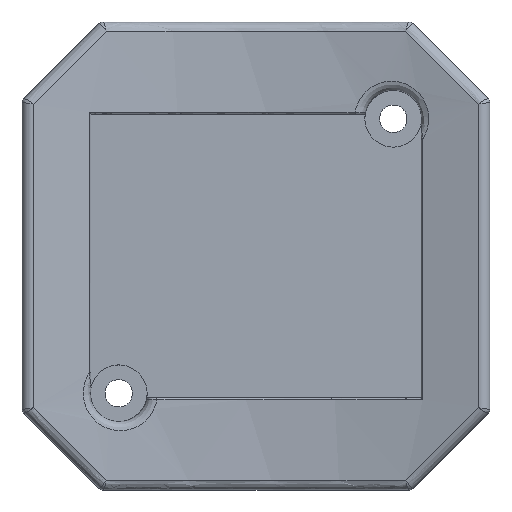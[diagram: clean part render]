
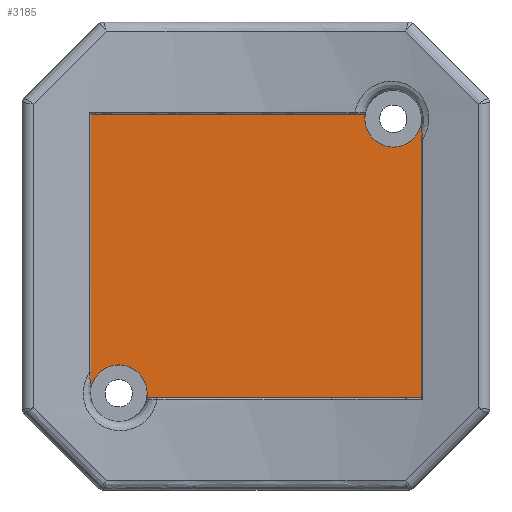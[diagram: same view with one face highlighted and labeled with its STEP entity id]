
A CAD part, top view. The second image highlights one B-rep face of the part: STEP entity #3185.
In plain terms, the highlighted planar face has unit normal (0, 0, 1).
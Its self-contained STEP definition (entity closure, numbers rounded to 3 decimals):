
#35 = CARTESIAN_POINT ( 'NONE',  ( -8.348, 0., 3.5 ) ) ;
#40 = EDGE_CURVE ( 'NONE', #2201, #413, #3229, .T. ) ;
#82 = CIRCLE ( 'NONE', #2491, 3.1 ) ;
#90 = EDGE_CURVE ( 'NONE', #826, #3186, #1685, .T. ) ;
#134 = CARTESIAN_POINT ( 'NONE',  ( 42.792, 41.258, 3.5 ) ) ;
#139 = EDGE_CURVE ( 'NONE', #3327, #343, #1946, .T. ) ;
#157 = CARTESIAN_POINT ( 'NONE',  ( 29.192, 41.416, 3.5 ) ) ;
#178 = AXIS2_PLACEMENT_3D ( 'NONE', #1380, #3003, #1082 ) ;
#186 = DIRECTION ( 'NONE',  ( 0., 0., -1. ) ) ;
#209 = CARTESIAN_POINT ( 'NONE',  ( 42.792, 0., 3.5 ) ) ;
#221 = CARTESIAN_POINT ( 'NONE',  ( 29.122, 40.758, 3.5 ) ) ;
#228 = DIRECTION ( 'NONE',  ( 0., -1., 0. ) ) ;
#232 = CARTESIAN_POINT ( 'NONE',  ( -8.348, 41.258, 3.5 ) ) ;
#343 = VERTEX_POINT ( 'NONE', #809 ) ;
#368 = CIRCLE ( 'NONE', #2704, 3.1 ) ;
#413 = VERTEX_POINT ( 'NONE', #881 ) ;
#419 = CIRCLE ( 'NONE', #1721, 3.1 ) ;
#463 = CIRCLE ( 'NONE', #1343, 0.2 ) ;
#483 = EDGE_LOOP ( 'NONE', ( #2183, #3240, #2214, #861, #1095, #3400, #1354, #2843, #604, #3243, #2670, #872, #1278, #566 ) ) ;
#504 = CARTESIAN_POINT ( 'NONE',  ( 42.792, 10.258, 3.5 ) ) ;
#507 = VERTEX_POINT ( 'NONE', #2662 ) ;
#566 = ORIENTED_EDGE ( 'NONE', *, *, #1720, .F. ) ;
#573 = DIRECTION ( 'NONE',  ( -1., 0., 0. ) ) ;
#604 = ORIENTED_EDGE ( 'NONE', *, *, #914, .T. ) ;
#667 = VECTOR ( 'NONE', #1996, 1000. ) ;
#696 = EDGE_CURVE ( 'NONE', #413, #918, #1595, .T. ) ;
#731 = DIRECTION ( 'NONE',  ( 0., 0., -1. ) ) ;
#756 = DIRECTION ( 'NONE',  ( -1., 0., 0. ) ) ;
#799 = CARTESIAN_POINT ( 'NONE',  ( 32.222, 40.758, 3.5 ) ) ;
#809 = CARTESIAN_POINT ( 'NONE',  ( 5.322, 10.758, 3.5 ) ) ;
#826 = VERTEX_POINT ( 'NONE', #504 ) ;
#828 = DIRECTION ( 'NONE',  ( -1., 0., 0. ) ) ;
#838 = CARTESIAN_POINT ( 'NONE',  ( -0.878, 10.758, 3.5 ) ) ;
#839 = VERTEX_POINT ( 'NONE', #3079 ) ;
#861 = ORIENTED_EDGE ( 'NONE', *, *, #3030, .T. ) ;
#866 = CARTESIAN_POINT ( 'NONE',  ( 32.222, 40.758, 3.5 ) ) ;
#872 = ORIENTED_EDGE ( 'NONE', *, *, #696, .T. ) ;
#881 = CARTESIAN_POINT ( 'NONE',  ( 28.997, 41.258, 3.5 ) ) ;
#914 = EDGE_CURVE ( 'NONE', #2312, #3556, #419, .T. ) ;
#918 = VERTEX_POINT ( 'NONE', #232 ) ;
#937 = AXIS2_PLACEMENT_3D ( 'NONE', #3165, #2946, #1001 ) ;
#1001 = DIRECTION ( 'NONE',  ( -1., 0., 0. ) ) ;
#1072 = CARTESIAN_POINT ( 'NONE',  ( 5.446, 10.258, 3.5 ) ) ;
#1082 = DIRECTION ( 'NONE',  ( -1., 0., 0. ) ) ;
#1095 = ORIENTED_EDGE ( 'NONE', *, *, #90, .F. ) ;
#1101 = DIRECTION ( 'NONE',  ( 0., 0., -1. ) ) ;
#1161 = DIRECTION ( 'NONE',  ( 0., -1., 0. ) ) ;
#1180 = VERTEX_POINT ( 'NONE', #2121 ) ;
#1206 = DIRECTION ( 'NONE',  ( 0., 0., -1. ) ) ;
#1227 = DIRECTION ( 'NONE',  ( 0., 0., -1. ) ) ;
#1233 = VECTOR ( 'NONE', #228, 1000. ) ;
#1261 = CARTESIAN_POINT ( 'NONE',  ( 5.446, 10.058, 3.5 ) ) ;
#1278 = ORIENTED_EDGE ( 'NONE', *, *, #2865, .T. ) ;
#1334 = DIRECTION ( 'NONE',  ( 0., 0., -1. ) ) ;
#1343 = AXIS2_PLACEMENT_3D ( 'NONE', #1261, #2616, #2052 ) ;
#1347 = PLANE ( 'NONE',  #3101 ) ;
#1354 = ORIENTED_EDGE ( 'NONE', *, *, #3549, .T. ) ;
#1380 = CARTESIAN_POINT ( 'NONE',  ( 28.997, 41.458, 3.5 ) ) ;
#1418 = EDGE_CURVE ( 'NONE', #507, #3327, #1781, .T. ) ;
#1456 = CARTESIAN_POINT ( 'NONE',  ( 42.792, 10.258, 3.5 ) ) ;
#1595 = LINE ( 'NONE', #3550, #2997 ) ;
#1685 = LINE ( 'NONE', #1456, #2243 ) ;
#1720 = EDGE_CURVE ( 'NONE', #507, #839, #2888, .T. ) ;
#1721 = AXIS2_PLACEMENT_3D ( 'NONE', #799, #1334, #2239 ) ;
#1727 = EDGE_CURVE ( 'NONE', #3556, #2201, #368, .T. ) ;
#1781 = CIRCLE ( 'NONE', #2651, 3.1 ) ;
#1792 = CARTESIAN_POINT ( 'NONE',  ( 42.792, 10.258, 3.5 ) ) ;
#1912 = DIRECTION ( 'NONE',  ( -1., 0., 0. ) ) ;
#1946 = CIRCLE ( 'NONE', #2698, 3.1 ) ;
#1996 = DIRECTION ( 'NONE',  ( -1., 0., 0. ) ) ;
#2000 = VECTOR ( 'NONE', #3528, 1000. ) ;
#2016 = CARTESIAN_POINT ( 'NONE',  ( 32.222, 40.758, 3.5 ) ) ;
#2052 = DIRECTION ( 'NONE',  ( -1., 0., 0. ) ) ;
#2121 = CARTESIAN_POINT ( 'NONE',  ( 5.251, 10.101, 3.5 ) ) ;
#2183 = ORIENTED_EDGE ( 'NONE', *, *, #1418, .T. ) ;
#2186 = CARTESIAN_POINT ( 'NONE',  ( 42.792, 41.258, 3.5 ) ) ;
#2201 = VERTEX_POINT ( 'NONE', #157 ) ;
#2214 = ORIENTED_EDGE ( 'NONE', *, *, #3036, .T. ) ;
#2228 = CIRCLE ( 'NONE', #937, 3.1 ) ;
#2239 = DIRECTION ( 'NONE',  ( -1., 0., 0. ) ) ;
#2243 = VECTOR ( 'NONE', #573, 1000. ) ;
#2251 = CARTESIAN_POINT ( 'NONE',  ( 2.222, 10.758, 3.5 ) ) ;
#2312 = VERTEX_POINT ( 'NONE', #3276 ) ;
#2348 = EDGE_CURVE ( 'NONE', #2979, #2312, #82, .T. ) ;
#2416 = CARTESIAN_POINT ( 'NONE',  ( 42.792, 0., 3.5 ) ) ;
#2491 = AXIS2_PLACEMENT_3D ( 'NONE', #866, #731, #3032 ) ;
#2552 = LINE ( 'NONE', #35, #2928 ) ;
#2616 = DIRECTION ( 'NONE',  ( 0., 0., -1. ) ) ;
#2651 = AXIS2_PLACEMENT_3D ( 'NONE', #2251, #1206, #3107 ) ;
#2662 = CARTESIAN_POINT ( 'NONE',  ( -0.838, 10.258, 3.5 ) ) ;
#2664 = CARTESIAN_POINT ( 'NONE',  ( 35.281, 41.258, 3.5 ) ) ;
#2670 = ORIENTED_EDGE ( 'NONE', *, *, #40, .T. ) ;
#2692 = LINE ( 'NONE', #2186, #2000 ) ;
#2698 = AXIS2_PLACEMENT_3D ( 'NONE', #3622, #1101, #828 ) ;
#2704 = AXIS2_PLACEMENT_3D ( 'NONE', #2016, #1227, #3128 ) ;
#2752 = FACE_OUTER_BOUND ( 'NONE', #483, .T. ) ;
#2843 = ORIENTED_EDGE ( 'NONE', *, *, #2348, .T. ) ;
#2865 = EDGE_CURVE ( 'NONE', #918, #839, #2552, .T. ) ;
#2888 = LINE ( 'NONE', #1792, #667 ) ;
#2928 = VECTOR ( 'NONE', #1161, 1000. ) ;
#2946 = DIRECTION ( 'NONE',  ( 0., 0., -1. ) ) ;
#2979 = VERTEX_POINT ( 'NONE', #2664 ) ;
#2997 = VECTOR ( 'NONE', #1912, 1000. ) ;
#3003 = DIRECTION ( 'NONE',  ( 0., 0., -1. ) ) ;
#3020 = VERTEX_POINT ( 'NONE', #134 ) ;
#3030 = EDGE_CURVE ( 'NONE', #1180, #3186, #463, .T. ) ;
#3032 = DIRECTION ( 'NONE',  ( -1., 0., 0. ) ) ;
#3036 = EDGE_CURVE ( 'NONE', #343, #1180, #2228, .T. ) ;
#3079 = CARTESIAN_POINT ( 'NONE',  ( -8.348, 10.258, 3.5 ) ) ;
#3101 = AXIS2_PLACEMENT_3D ( 'NONE', #2416, #186, #756 ) ;
#3107 = DIRECTION ( 'NONE',  ( -1., 0., 0. ) ) ;
#3128 = DIRECTION ( 'NONE',  ( -1., 0., 0. ) ) ;
#3162 = EDGE_CURVE ( 'NONE', #3020, #826, #3588, .T. ) ;
#3165 = CARTESIAN_POINT ( 'NONE',  ( 2.222, 10.758, 3.5 ) ) ;
#3185 = ADVANCED_FACE ( 'NONE', ( #2752 ), #1347, .F. ) ;
#3186 = VERTEX_POINT ( 'NONE', #1072 ) ;
#3229 = CIRCLE ( 'NONE', #178, 0.2 ) ;
#3240 = ORIENTED_EDGE ( 'NONE', *, *, #139, .T. ) ;
#3243 = ORIENTED_EDGE ( 'NONE', *, *, #1727, .T. ) ;
#3276 = CARTESIAN_POINT ( 'NONE',  ( 35.322, 40.758, 3.5 ) ) ;
#3327 = VERTEX_POINT ( 'NONE', #838 ) ;
#3400 = ORIENTED_EDGE ( 'NONE', *, *, #3162, .F. ) ;
#3528 = DIRECTION ( 'NONE',  ( -1., 0., 0. ) ) ;
#3549 = EDGE_CURVE ( 'NONE', #3020, #2979, #2692, .T. ) ;
#3550 = CARTESIAN_POINT ( 'NONE',  ( 42.792, 41.258, 3.5 ) ) ;
#3556 = VERTEX_POINT ( 'NONE', #221 ) ;
#3588 = LINE ( 'NONE', #209, #1233 ) ;
#3622 = CARTESIAN_POINT ( 'NONE',  ( 2.222, 10.758, 3.5 ) ) ;
